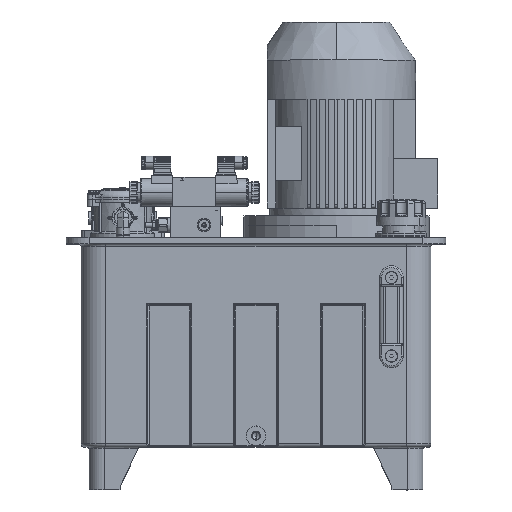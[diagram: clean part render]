
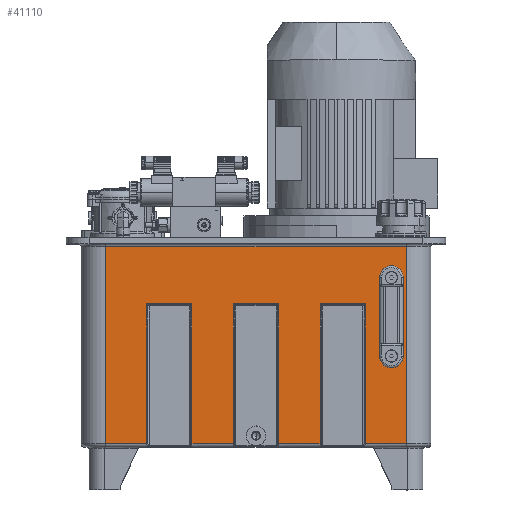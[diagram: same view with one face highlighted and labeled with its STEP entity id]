
A CAD part, top view. The second image highlights one B-rep face of the part: STEP entity #41110.
In plain terms, the highlighted planar face has unit normal (0, 0, 1).
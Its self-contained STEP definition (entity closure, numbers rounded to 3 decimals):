
#2649=DIRECTION('',(-1.,0.,0.));
#2650=VECTOR('',#2649,486.);
#2651=CARTESIAN_POINT('',(243.,-8.,203.));
#2652=LINE('',#2651,#2650);
#2653=CARTESIAN_POINT('',(219.,-58.,203.));
#2654=DIRECTION('',(0.,0.,1.));
#2655=DIRECTION('',(1.,0.,0.));
#2656=AXIS2_PLACEMENT_3D('',#2653,#2654,#2655);
#2658=CARTESIAN_POINT('',(219.,-185.,203.));
#2659=DIRECTION('',(0.,0.,1.));
#2660=DIRECTION('',(-1.,0.,0.));
#2661=AXIS2_PLACEMENT_3D('',#2658,#2659,#2660);
#2663=DIRECTION('',(0.,1.,0.));
#2664=VECTOR('',#2663,226.464);
#2665=CARTESIAN_POINT('',(-176.464,-327.,
203.));
#2666=LINE('',#2665,#2664);
#2667=DIRECTION('',(1.,0.,0.));
#2668=VECTOR('',#2667,72.928);
#2669=CARTESIAN_POINT('',(-176.464,-100.536,203.));
#2670=LINE('',#2669,#2668);
#2693=DIRECTION('',(0.,-1.,0.));
#2694=VECTOR('',#2693,226.464);
#2695=CARTESIAN_POINT('',(-103.536,-100.536,203.));
#2696=LINE('',#2695,#2694);
#2836=DIRECTION('',(1.,0.,0.));
#2837=VECTOR('',#2836,67.072);
#2838=CARTESIAN_POINT('',(-103.536,-327.,
203.));
#2839=LINE('',#2838,#2837);
#2840=DIRECTION('',(1.,0.,0.));
#2841=VECTOR('',#2840,67.072);
#2842=CARTESIAN_POINT('',(36.464,-327.,203.));
#2843=LINE('',#2842,#2841);
#2844=DIRECTION('',(1.,0.,0.));
#2845=VECTOR('',#2844,66.536);
#2846=CARTESIAN_POINT('',(176.464,-327.,203.));
#2847=LINE('',#2846,#2845);
#2852=DIRECTION('',(1.,0.,0.));
#2853=VECTOR('',#2852,66.536);
#2854=CARTESIAN_POINT('',(-243.,-327.,203.));
#2855=LINE('',#2854,#2853);
#3166=DIRECTION('',(0.,1.,0.));
#3167=VECTOR('',#3166,226.464);
#3168=CARTESIAN_POINT('',(-36.464,-327.,
203.));
#3169=LINE('',#3168,#3167);
#3170=DIRECTION('',(1.,0.,0.));
#3171=VECTOR('',#3170,72.928);
#3172=CARTESIAN_POINT('',(-36.464,-100.536,203.));
#3173=LINE('',#3172,#3171);
#3196=DIRECTION('',(0.,-1.,0.));
#3197=VECTOR('',#3196,226.464);
#3198=CARTESIAN_POINT('',(36.464,-100.536,203.));
#3199=LINE('',#3198,#3197);
#4003=DIRECTION('',(0.,1.,0.));
#4004=VECTOR('',#4003,226.464);
#4005=CARTESIAN_POINT('',(103.536,-327.,203.));
#4006=LINE('',#4005,#4004);
#4007=DIRECTION('',(1.,0.,0.));
#4008=VECTOR('',#4007,72.928);
#4009=CARTESIAN_POINT('',(103.536,-100.536,203.));
#4010=LINE('',#4009,#4008);
#4033=DIRECTION('',(0.,-1.,0.));
#4034=VECTOR('',#4033,226.464);
#4035=CARTESIAN_POINT('',(176.464,-100.536,203.));
#4036=LINE('',#4035,#4034);
#4271=DIRECTION('',(0.,1.,0.));
#4272=VECTOR('',#4271,319.);
#4273=CARTESIAN_POINT('',(243.,-327.,203.));
#4274=LINE('',#4273,#4272);
#6194=DIRECTION('',(0.,-1.,0.));
#6195=VECTOR('',#6194,319.);
#6196=CARTESIAN_POINT('',(-243.,-8.,203.));
#6197=LINE('',#6196,#6195);
#8379=DIRECTION('',(0.,-1.,0.));
#8380=VECTOR('',#8379,127.);
#8381=CARTESIAN_POINT('',(238.,-58.,203.));
#8382=LINE('',#8381,#8380);
#8391=DIRECTION('',(0.,1.,0.));
#8392=VECTOR('',#8391,127.);
#8393=CARTESIAN_POINT('',(200.,-185.,203.));
#8394=LINE('',#8393,#8392);
#35177=CARTESIAN_POINT('',(243.,-8.,203.));
#35178=VERTEX_POINT('',#35177);
#35189=CARTESIAN_POINT('',(-243.,-8.,203.));
#35190=VERTEX_POINT('',#35189);
#35191=CARTESIAN_POINT('',(-176.464,-327.,
203.));
#35192=CARTESIAN_POINT('',(-176.464,-100.536,203.));
#35193=VERTEX_POINT('',#35191);
#35194=VERTEX_POINT('',#35192);
#35195=CARTESIAN_POINT('',(-243.,-327.,203.));
#35196=VERTEX_POINT('',#35195);
#35197=CARTESIAN_POINT('',(243.,-327.,203.));
#35198=VERTEX_POINT('',#35197);
#35199=CARTESIAN_POINT('',(176.464,-327.,
203.));
#35200=VERTEX_POINT('',#35199);
#35201=CARTESIAN_POINT('',(176.464,-100.536,203.));
#35202=VERTEX_POINT('',#35201);
#35203=CARTESIAN_POINT('',(103.536,-100.536,203.));
#35204=VERTEX_POINT('',#35203);
#35205=CARTESIAN_POINT('',(103.536,-327.,
203.));
#35206=VERTEX_POINT('',#35205);
#35207=CARTESIAN_POINT('',(36.464,-327.,
203.));
#35208=VERTEX_POINT('',#35207);
#35209=CARTESIAN_POINT('',(36.464,-100.536,203.));
#35210=VERTEX_POINT('',#35209);
#35211=CARTESIAN_POINT('',(-36.464,-100.536,203.));
#35212=VERTEX_POINT('',#35211);
#35213=CARTESIAN_POINT('',(-36.464,-327.,
203.));
#35214=VERTEX_POINT('',#35213);
#35215=CARTESIAN_POINT('',(-103.536,-327.,
203.));
#35216=VERTEX_POINT('',#35215);
#35217=CARTESIAN_POINT('',(-103.536,-100.536,203.));
#35218=VERTEX_POINT('',#35217);
#35219=CARTESIAN_POINT('',(238.,-58.,203.));
#35220=CARTESIAN_POINT('',(238.,-185.,203.));
#35221=VERTEX_POINT('',#35219);
#35222=VERTEX_POINT('',#35220);
#35223=CARTESIAN_POINT('',(200.,-58.,203.));
#35224=VERTEX_POINT('',#35223);
#35225=CARTESIAN_POINT('',(200.,-185.,203.));
#35226=VERTEX_POINT('',#35225);
#41062=CARTESIAN_POINT('',(-243.,-332.,203.));
#41063=DIRECTION('',(0.,0.,1.));
#41064=DIRECTION('',(1.,0.,0.));
#41065=AXIS2_PLACEMENT_3D('',#41062,#41063,#41064);
#41066=PLANE('',#41065);
#41068=ORIENTED_EDGE('',*,*,#41067,.F.);
#41070=ORIENTED_EDGE('',*,*,#41069,.F.);
#41072=ORIENTED_EDGE('',*,*,#41071,.F.);
#41073=ORIENTED_EDGE('',*,*,#41056,.F.);
#41075=ORIENTED_EDGE('',*,*,#41074,.F.);
#41077=ORIENTED_EDGE('',*,*,#41076,.F.);
#41079=ORIENTED_EDGE('',*,*,#41078,.F.);
#41081=ORIENTED_EDGE('',*,*,#41080,.F.);
#41083=ORIENTED_EDGE('',*,*,#41082,.F.);
#41085=ORIENTED_EDGE('',*,*,#41084,.F.);
#41087=ORIENTED_EDGE('',*,*,#41086,.F.);
#41089=ORIENTED_EDGE('',*,*,#41088,.F.);
#41091=ORIENTED_EDGE('',*,*,#41090,.F.);
#41093=ORIENTED_EDGE('',*,*,#41092,.F.);
#41095=ORIENTED_EDGE('',*,*,#41094,.F.);
#41097=ORIENTED_EDGE('',*,*,#41096,.F.);
#41098=EDGE_LOOP('',(#41068,#41070,#41072,#41073,#41075,#41077,#41079,#41081,
#41083,#41085,#41087,#41089,#41091,#41093,#41095,#41097));
#41099=FACE_OUTER_BOUND('',#41098,.F.);
#41101=ORIENTED_EDGE('',*,*,#41100,.F.);
#41103=ORIENTED_EDGE('',*,*,#41102,.T.);
#41105=ORIENTED_EDGE('',*,*,#41104,.F.);
#41107=ORIENTED_EDGE('',*,*,#41106,.T.);
#41108=EDGE_LOOP('',(#41101,#41103,#41105,#41107));
#41109=FACE_BOUND('',#41108,.F.);
#41110=ADVANCED_FACE('',(#41099,#41109),#41066,.T.);
#2657=CIRCLE('',#2656,19.);
#2662=CIRCLE('',#2661,19.);
#41056=EDGE_CURVE('',#35178,#35190,#2652,.T.);
#41067=EDGE_CURVE('',#35193,#35194,#2666,.T.);
#41069=EDGE_CURVE('',#35196,#35193,#2855,.T.);
#41071=EDGE_CURVE('',#35190,#35196,#6197,.T.);
#41074=EDGE_CURVE('',#35198,#35178,#4274,.T.);
#41076=EDGE_CURVE('',#35200,#35198,#2847,.T.);
#41078=EDGE_CURVE('',#35202,#35200,#4036,.T.);
#41080=EDGE_CURVE('',#35204,#35202,#4010,.T.);
#41082=EDGE_CURVE('',#35206,#35204,#4006,.T.);
#41084=EDGE_CURVE('',#35208,#35206,#2843,.T.);
#41086=EDGE_CURVE('',#35210,#35208,#3199,.T.);
#41088=EDGE_CURVE('',#35212,#35210,#3173,.T.);
#41090=EDGE_CURVE('',#35214,#35212,#3169,.T.);
#41092=EDGE_CURVE('',#35216,#35214,#2839,.T.);
#41094=EDGE_CURVE('',#35218,#35216,#2696,.T.);
#41096=EDGE_CURVE('',#35194,#35218,#2670,.T.);
#41100=EDGE_CURVE('',#35221,#35222,#8382,.T.);
#41102=EDGE_CURVE('',#35221,#35224,#2657,.T.);
#41104=EDGE_CURVE('',#35226,#35224,#8394,.T.);
#41106=EDGE_CURVE('',#35226,#35222,#2662,.T.);
